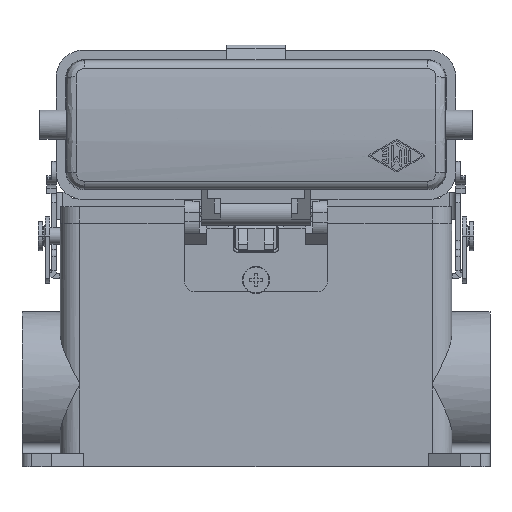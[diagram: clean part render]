
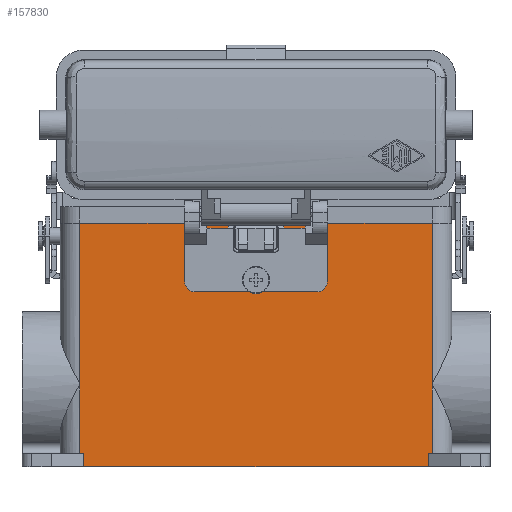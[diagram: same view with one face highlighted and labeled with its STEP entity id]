
A CAD part, left-side view. The second image highlights one B-rep face of the part: STEP entity #157830.
In plain terms, the highlighted face is planar.
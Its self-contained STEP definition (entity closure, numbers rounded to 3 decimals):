
#17600=CARTESIAN_POINT('',(-54.25,22.25,-45.5));
#17610=VERTEX_POINT('',#17600);
#17640=CARTESIAN_POINT('',(-54.25,22.25,-71.));
#17650=DIRECTION('',(0.,0.,1.));
#17660=VECTOR('',#17650,1.);
#17670=LINE('',#17640,#17660);
#17680=CARTESIAN_POINT('',(-54.25,22.25,4.));
#17690=VERTEX_POINT('',#17680);
#17700=EDGE_CURVE('',#17610,#17690,#17670,.T.);
#25080=CARTESIAN_POINT('',(-8.5,22.25,4.));
#25090=VERTEX_POINT('',#25080);
#25120=CARTESIAN_POINT('',(-8.5,22.25,0.));
#25130=DIRECTION('',(0.,0.,-1.));
#25140=VECTOR('',#25130,1.);
#25150=LINE('',#25120,#25140);
#25160=CARTESIAN_POINT('',(-8.5,22.25,2.4));
#25170=VERTEX_POINT('',#25160);
#25180=EDGE_CURVE('',#25090,#25170,#25150,.T.);
#41730=CARTESIAN_POINT('',(-18.9,22.25,-17.1));
#41740=VERTEX_POINT('',#41730);
#41770=CARTESIAN_POINT('',(0.,22.25,-17.1));
#41780=DIRECTION('',(1.,0.,0.));
#41790=VECTOR('',#41780,1.);
#41800=LINE('',#41770,#41790);
#41810=CARTESIAN_POINT('',(18.9,22.25,-17.1));
#41820=VERTEX_POINT('',#41810);
#41830=EDGE_CURVE('',#41740,#41820,#41800,.T.);
#48570=CARTESIAN_POINT('',(21.9,22.25,-14.1));
#48580=VERTEX_POINT('',#48570);
#48690=CARTESIAN_POINT('',(18.9,22.25,-14.1));
#48700=DIRECTION('',(0.,1.,0.));
#48710=DIRECTION('',(1.,0.,0.));
#48720=AXIS2_PLACEMENT_3D('',#48690,#48700,#48710);
#48730=CIRCLE('',#48720,3.);
#48740=EDGE_CURVE('',#48580,#41820,#48730,.T.);
#54120=CARTESIAN_POINT('',(54.25,22.25,-67.));
#54130=VERTEX_POINT('',#54120);
#54160=CARTESIAN_POINT('',(53.,22.25,-67.));
#54170=DIRECTION('',(1.,0.,0.));
#54180=VECTOR('',#54170,1.25);
#54190=LINE('',#54160,#54180);
#54200=CARTESIAN_POINT('',(53.,22.25,-67.));
#54210=VERTEX_POINT('',#54200);
#54220=EDGE_CURVE('',#54210,#54130,#54190,.T.);
#79420=CARTESIAN_POINT('',(-21.9,22.25,-14.1));
#79430=VERTEX_POINT('',#79420);
#79460=CARTESIAN_POINT('',(-18.9,22.25,-14.1));
#79470=DIRECTION('',(0.,-1.,0.));
#79480=DIRECTION('',(-1.,0.,0.));
#79490=AXIS2_PLACEMENT_3D('',#79460,#79470,#79480);
#79500=CIRCLE('',#79490,3.);
#79510=EDGE_CURVE('',#79430,#41740,#79500,.T.);
#88220=CARTESIAN_POINT('',(21.9,22.25,2.4));
#88230=VERTEX_POINT('',#88220);
#88260=CARTESIAN_POINT('',(0.,22.25,2.4));
#88270=DIRECTION('',(-1.,0.,0.));
#88280=VECTOR('',#88270,1.);
#88290=LINE('',#88260,#88280);
#88300=CARTESIAN_POINT('',(8.5,22.25,2.4));
#88310=VERTEX_POINT('',#88300);
#88320=EDGE_CURVE('',#88230,#88310,#88290,.T.);
#105860=CARTESIAN_POINT('',(-21.9,22.25,2.4));
#105870=VERTEX_POINT('',#105860);
#105990=CARTESIAN_POINT('',(0.,22.25,2.4));
#106000=DIRECTION('',(-1.,0.,0.));
#106010=VECTOR('',#106000,1.);
#106020=LINE('',#105990,#106010);
#106030=EDGE_CURVE('',#25170,#105870,#106020,.T.);
#114600=CARTESIAN_POINT('',(21.9,22.25,0.));
#114610=DIRECTION('',(0.,0.,1.));
#114620=VECTOR('',#114610,1.);
#114630=LINE('',#114600,#114620);
#114640=EDGE_CURVE('',#48580,#88230,#114630,.T.);
#125390=CARTESIAN_POINT('',(-53.,22.25,-67.));
#125400=VERTEX_POINT('',#125390);
#125430=CARTESIAN_POINT('',(-54.25,22.25,-67.));
#125440=DIRECTION('',(1.,0.,0.));
#125450=VECTOR('',#125440,1.25);
#125460=LINE('',#125430,#125450);
#125470=CARTESIAN_POINT('',(-54.25,22.25,-67.));
#125480=VERTEX_POINT('',#125470);
#125490=EDGE_CURVE('',#125480,#125400,#125460,.T.);
#127410=CARTESIAN_POINT('',(53.,22.25,-71.));
#127420=VERTEX_POINT('',#127410);
#127450=CARTESIAN_POINT('',(-53.,22.25,-71.));
#127460=DIRECTION('',(1.,0.,0.));
#127470=VECTOR('',#127460,106.);
#127480=LINE('',#127450,#127470);
#127490=CARTESIAN_POINT('',(-53.,22.25,-71.));
#127500=VERTEX_POINT('',#127490);
#127510=EDGE_CURVE('',#127500,#127420,#127480,.T.);
#128800=CARTESIAN_POINT('',(54.25,22.25,-45.5));
#128810=VERTEX_POINT('',#128800);
#136620=CARTESIAN_POINT('',(54.25,22.25,4.));
#136630=VERTEX_POINT('',#136620);
#136660=CARTESIAN_POINT('',(54.25,22.25,-71.));
#136670=DIRECTION('',(0.,0.,1.));
#136680=VECTOR('',#136670,1.);
#136690=LINE('',#136660,#136680);
#136700=EDGE_CURVE('',#128810,#136630,#136690,.T.);
#136930=CARTESIAN_POINT('',(-54.25,22.25,4.));
#136940=DIRECTION('',(1.,0.,0.));
#136950=VECTOR('',#136940,108.5);
#136960=LINE('',#136930,#136950);
#136970=EDGE_CURVE('',#17690,#25090,#136960,.T.);
#137760=CARTESIAN_POINT('',(8.5,22.25,4.));
#137770=VERTEX_POINT('',#137760);
#137800=EDGE_CURVE('',#137770,#136630,#136960,.T.);
#157300=EDGE_CURVE('',#125480,#17610,#17670,.T.);
#157350=CARTESIAN_POINT('',(-53.,22.25,-71.));
#157360=DIRECTION('',(0.,1.,0.));
#157370=DIRECTION('',(0.,0.,1.));
#157380=AXIS2_PLACEMENT_3D('',#157350,#157360,#157370);
#157390=PLANE('',#157380);
#157400=ORIENTED_EDGE('',*,*,#54220,.F.);
#157410=EDGE_CURVE('',#54130,#128810,#136690,.T.);
#157420=ORIENTED_EDGE('',*,*,#157410,.F.);
#157430=ORIENTED_EDGE('',*,*,#136700,.F.);
#157440=ORIENTED_EDGE('',*,*,#137800,.T.);
#157450=CARTESIAN_POINT('',(8.5,22.25,0.));
#157460=DIRECTION('',(0.,0.,-1.));
#157470=VECTOR('',#157460,1.);
#157480=LINE('',#157450,#157470);
#157490=EDGE_CURVE('',#137770,#88310,#157480,.T.);
#157500=ORIENTED_EDGE('',*,*,#157490,.F.);
#157510=ORIENTED_EDGE('',*,*,#88320,.T.);
#157520=ORIENTED_EDGE('',*,*,#114640,.T.);
#157530=ORIENTED_EDGE('',*,*,#48740,.F.);
#157540=ORIENTED_EDGE('',*,*,#41830,.T.);
#157550=ORIENTED_EDGE('',*,*,#79510,.T.);
#157560=CARTESIAN_POINT('',(-21.9,22.25,0.));
#157570=DIRECTION('',(0.,0.,1.));
#157580=VECTOR('',#157570,1.);
#157590=LINE('',#157560,#157580);
#157600=EDGE_CURVE('',#79430,#105870,#157590,.T.);
#157610=ORIENTED_EDGE('',*,*,#157600,.F.);
#157620=ORIENTED_EDGE('',*,*,#106030,.T.);
#157630=ORIENTED_EDGE('',*,*,#25180,.T.);
#157640=ORIENTED_EDGE('',*,*,#136970,.T.);
#157650=ORIENTED_EDGE('',*,*,#17700,.T.);
#157660=ORIENTED_EDGE('',*,*,#157300,.T.);
#157670=ORIENTED_EDGE('',*,*,#125490,.F.);
#157680=CARTESIAN_POINT('',(-53.,22.25,-71.));
#157690=DIRECTION('',(0.,0.,1.));
#157700=VECTOR('',#157690,4.);
#157710=LINE('',#157680,#157700);
#157720=EDGE_CURVE('',#127500,#125400,#157710,.T.);
#157730=ORIENTED_EDGE('',*,*,#157720,.T.);
#157740=ORIENTED_EDGE('',*,*,#127510,.F.);
#157750=CARTESIAN_POINT('',(53.,22.25,-71.));
#157760=DIRECTION('',(0.,0.,1.));
#157770=VECTOR('',#157760,4.);
#157780=LINE('',#157750,#157770);
#157790=EDGE_CURVE('',#127420,#54210,#157780,.T.);
#157800=ORIENTED_EDGE('',*,*,#157790,.F.);
#157810=EDGE_LOOP('',(#157800,#157740,#157730,#157670,#157660,#157650,
#157640,#157630,#157620,#157610,#157550,#157540,#157530,#157520,#157510,
#157500,#157440,#157430,#157420,#157400));
#157820=FACE_OUTER_BOUND('',#157810,.T.);
#157830=ADVANCED_FACE('',(#157820),#157390,.T.);
